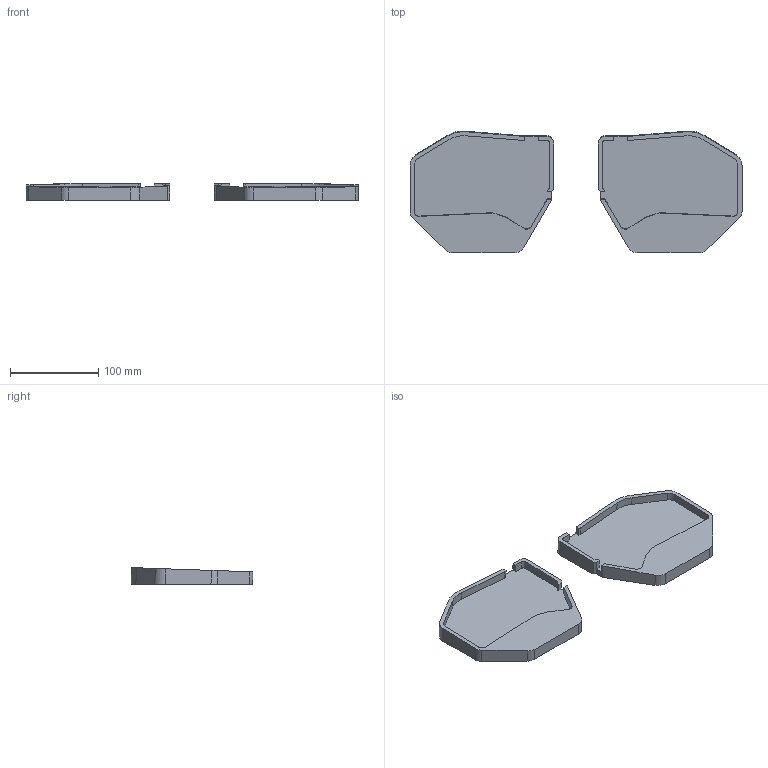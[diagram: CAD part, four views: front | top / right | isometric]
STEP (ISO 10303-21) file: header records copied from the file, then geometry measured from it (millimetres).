
FILE_DESCRIPTION(/* description */ ('STEP AP242','CAx-IF Rec.Pracs.---Representation and Presentation of Product Manufacturing Information (PMI)---4.0---2014-10-13','CAx-IF Rec.Pracs.---3D Tessellated Geometry---0.4---2014-09-14','2;1'),/* implementation_level */ '2;1');
FILE_NAME(/* name */ '657ca100d277546622b5ca73',/* time_stamp */ '2023-12-15T18:54:56Z',/* author */ (''),/* organization */ (''),/* preprocessor_version */ 'ST-DEVELOPER v19.4',/* originating_system */ ' ',/* authorisation */ ' ');
FILE_SCHEMA (('AP242_MANAGED_MODEL_BASED_3D_ENGINEERING_MIM_LF { 1 0 10303 442 1 1 4 }'));
Length unit declared in the file: metre
Products named in the file (2): Part 2; Part 1
Bounding box: 375.92 x 137.94 x 18.95 mm (x, y, z)
Volume: 384232.7 mm3; surface area: 101383.7 mm2
Topology: 2 solids, 2 shells, 84 faces, 238 edges, 158 vertices
Faces by surface type: plane 62, cylinder 22
Entity records: 2757 total; most frequent: CARTESIAN_POINT 482, ORIENTED_EDGE 476, DIRECTION 454, EDGE_CURVE 238, LINE 194, VECTOR 194, VERTEX_POINT 158, AXIS2_PLACEMENT_3D 130
